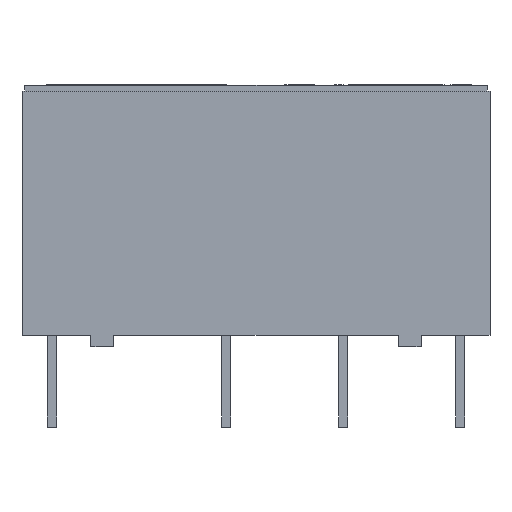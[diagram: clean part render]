
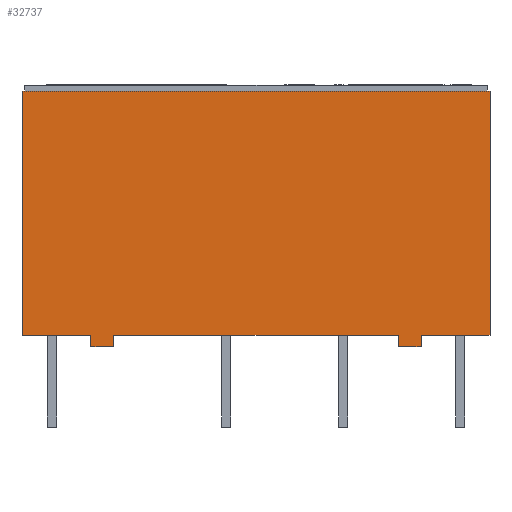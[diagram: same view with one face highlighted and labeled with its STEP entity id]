
A CAD part, front view. The second image highlights one B-rep face of the part: STEP entity #32737.
In plain terms, the highlighted planar face has unit normal (0, -1, 0).
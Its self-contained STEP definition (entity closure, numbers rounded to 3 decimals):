
#2110 = ORIENTED_EDGE ( 'NONE', *, *, #15622, .F. ) ;
#2591 = PLANE ( 'NONE',  #20460 ) ;
#2998 = DIRECTION ( 'NONE',  ( 0., 0., 1. ) ) ;
#3279 = ORIENTED_EDGE ( 'NONE', *, *, #10051, .F. ) ;
#3448 = VECTOR ( 'NONE', #2998, 1000. ) ;
#3468 = CARTESIAN_POINT ( 'NONE',  ( 6.2, -5., -0.5 ) ) ;
#3757 = VERTEX_POINT ( 'NONE', #4920 ) ;
#3866 = DIRECTION ( 'NONE',  ( -1., 0., 0. ) ) ;
#4409 = DIRECTION ( 'NONE',  ( 0., 0., 1. ) ) ;
#4430 = VECTOR ( 'NONE', #19773, 1000. ) ;
#4515 = CARTESIAN_POINT ( 'NONE',  ( 0., -5., 10.65 ) ) ;
#4920 = CARTESIAN_POINT ( 'NONE',  ( 6.2, -5., 0. ) ) ;
#5524 = ORIENTED_EDGE ( 'NONE', *, *, #7670, .F. ) ;
#5794 = DIRECTION ( 'NONE',  ( 0., 1., 0. ) ) ;
#5829 = VECTOR ( 'NONE', #8159, 1000. ) ;
#6026 = CARTESIAN_POINT ( 'NONE',  ( -10.2, -5., 0. ) ) ;
#6367 = LINE ( 'NONE', #26981, #24573 ) ;
#6808 = CARTESIAN_POINT ( 'NONE',  ( 10.2, -5., 0. ) ) ;
#7098 = DIRECTION ( 'NONE',  ( -1., 0., 0. ) ) ;
#7300 = EDGE_CURVE ( 'NONE', #19196, #30980, #24691, .T. ) ;
#7670 = EDGE_CURVE ( 'NONE', #30147, #3757, #13463, .T. ) ;
#7796 = VECTOR ( 'NONE', #15295, 1000. ) ;
#8159 = DIRECTION ( 'NONE',  ( 0., 0., -1. ) ) ;
#8402 = VERTEX_POINT ( 'NONE', #6808 ) ;
#8835 = CARTESIAN_POINT ( 'NONE',  ( 0., -5., 10.9 ) ) ;
#9423 = EDGE_CURVE ( 'NONE', #18066, #27427, #11069, .T. ) ;
#9442 = DIRECTION ( 'NONE',  ( -1., 0., 0. ) ) ;
#9628 = CARTESIAN_POINT ( 'NONE',  ( -7.2, -5., 10.9 ) ) ;
#9665 = LINE ( 'NONE', #12528, #4430 ) ;
#10051 = EDGE_CURVE ( 'NONE', #30980, #30147, #24637, .T. ) ;
#10849 = VECTOR ( 'NONE', #9442, 1000. ) ;
#11069 = LINE ( 'NONE', #16282, #15482 ) ;
#11835 = CARTESIAN_POINT ( 'NONE',  ( 0., -5., -0.5 ) ) ;
#11844 = EDGE_CURVE ( 'NONE', #27427, #18380, #30008, .T. ) ;
#12024 = CARTESIAN_POINT ( 'NONE',  ( 10.2, -5., 10.65 ) ) ;
#12347 = CARTESIAN_POINT ( 'NONE',  ( 0., -5., 0. ) ) ;
#12468 = CARTESIAN_POINT ( 'NONE',  ( 0., -5., 0. ) ) ;
#12528 = CARTESIAN_POINT ( 'NONE',  ( 10.2, -5., 10.9 ) ) ;
#13179 = ORIENTED_EDGE ( 'NONE', *, *, #7300, .F. ) ;
#13405 = CARTESIAN_POINT ( 'NONE',  ( -7.2, -5., -0.5 ) ) ;
#13463 = LINE ( 'NONE', #29738, #3448 ) ;
#14151 = ORIENTED_EDGE ( 'NONE', *, *, #22906, .F. ) ;
#14272 = ORIENTED_EDGE ( 'NONE', *, *, #11844, .F. ) ;
#14515 = CARTESIAN_POINT ( 'NONE',  ( -7.2, -5., 0. ) ) ;
#15295 = DIRECTION ( 'NONE',  ( 1., 0., 0. ) ) ;
#15482 = VECTOR ( 'NONE', #31170, 1000. ) ;
#15600 = DIRECTION ( 'NONE',  ( 0., 0., 1. ) ) ;
#15622 = EDGE_CURVE ( 'NONE', #18380, #28034, #30218, .T. ) ;
#16282 = CARTESIAN_POINT ( 'NONE',  ( 0., -5., -0.5 ) ) ;
#16624 = VECTOR ( 'NONE', #27204, 1000. ) ;
#17074 = EDGE_CURVE ( 'NONE', #8402, #19196, #19535, .T. ) ;
#17798 = CARTESIAN_POINT ( 'NONE',  ( -6.2, -5., 10.9 ) ) ;
#18066 = VERTEX_POINT ( 'NONE', #21543 ) ;
#18151 = LINE ( 'NONE', #28415, #21469 ) ;
#18267 = VECTOR ( 'NONE', #7098, 1000. ) ;
#18380 = VERTEX_POINT ( 'NONE', #14515 ) ;
#18456 = LINE ( 'NONE', #17798, #5829 ) ;
#18460 = FACE_OUTER_BOUND ( 'NONE', #29716, .T. ) ;
#18626 = DIRECTION ( 'NONE',  ( 0., 0., 1. ) ) ;
#18818 = EDGE_CURVE ( 'NONE', #18823, #8402, #9665, .T. ) ;
#18823 = VERTEX_POINT ( 'NONE', #12024 ) ;
#18912 = ORIENTED_EDGE ( 'NONE', *, *, #21710, .F. ) ;
#19136 = ORIENTED_EDGE ( 'NONE', *, *, #9423, .F. ) ;
#19196 = VERTEX_POINT ( 'NONE', #29026 ) ;
#19535 = LINE ( 'NONE', #12468, #10849 ) ;
#19773 = DIRECTION ( 'NONE',  ( 0., 0., -1. ) ) ;
#20177 = LINE ( 'NONE', #4515, #7796 ) ;
#20237 = ORIENTED_EDGE ( 'NONE', *, *, #27176, .F. ) ;
#20460 = AXIS2_PLACEMENT_3D ( 'NONE', #8835, #5794, #18626 ) ;
#20669 = VECTOR ( 'NONE', #27409, 1000. ) ;
#21469 = VECTOR ( 'NONE', #15600, 1000. ) ;
#21543 = CARTESIAN_POINT ( 'NONE',  ( -6.2, -5., -0.5 ) ) ;
#21710 = EDGE_CURVE ( 'NONE', #3757, #29731, #6367, .T. ) ;
#22906 = EDGE_CURVE ( 'NONE', #28034, #29115, #18151, .T. ) ;
#23271 = CARTESIAN_POINT ( 'NONE',  ( -6.2, -5., 0. ) ) ;
#24573 = VECTOR ( 'NONE', #3866, 1000. ) ;
#24637 = LINE ( 'NONE', #11835, #16624 ) ;
#24691 = LINE ( 'NONE', #32482, #20669 ) ;
#24741 = VECTOR ( 'NONE', #4409, 1000. ) ;
#26699 = ORIENTED_EDGE ( 'NONE', *, *, #18818, .F. ) ;
#26981 = CARTESIAN_POINT ( 'NONE',  ( 0., -5., 0. ) ) ;
#27176 = EDGE_CURVE ( 'NONE', #29115, #18823, #20177, .T. ) ;
#27204 = DIRECTION ( 'NONE',  ( -1., 0., 0. ) ) ;
#27409 = DIRECTION ( 'NONE',  ( 0., 0., -1. ) ) ;
#27427 = VERTEX_POINT ( 'NONE', #13405 ) ;
#28034 = VERTEX_POINT ( 'NONE', #6026 ) ;
#28139 = CARTESIAN_POINT ( 'NONE',  ( -10.2, -5., 10.65 ) ) ;
#28166 = CARTESIAN_POINT ( 'NONE',  ( 7.2, -5., -0.5 ) ) ;
#28415 = CARTESIAN_POINT ( 'NONE',  ( -10.2, -5., 10.9 ) ) ;
#29026 = CARTESIAN_POINT ( 'NONE',  ( 7.2, -5., 0. ) ) ;
#29115 = VERTEX_POINT ( 'NONE', #28139 ) ;
#29272 = ORIENTED_EDGE ( 'NONE', *, *, #17074, .F. ) ;
#29716 = EDGE_LOOP ( 'NONE', ( #20237, #14151, #2110, #14272, #19136, #29764, #18912, #5524, #3279, #13179, #29272, #26699 ) ) ;
#29731 = VERTEX_POINT ( 'NONE', #23271 ) ;
#29738 = CARTESIAN_POINT ( 'NONE',  ( 6.2, -5., 10.9 ) ) ;
#29764 = ORIENTED_EDGE ( 'NONE', *, *, #31898, .F. ) ;
#30008 = LINE ( 'NONE', #9628, #24741 ) ;
#30147 = VERTEX_POINT ( 'NONE', #3468 ) ;
#30218 = LINE ( 'NONE', #12347, #18267 ) ;
#30980 = VERTEX_POINT ( 'NONE', #28166 ) ;
#31170 = DIRECTION ( 'NONE',  ( -1., 0., 0. ) ) ;
#31898 = EDGE_CURVE ( 'NONE', #29731, #18066, #18456, .T. ) ;
#32482 = CARTESIAN_POINT ( 'NONE',  ( 7.2, -5., 10.9 ) ) ;
#32737 = ADVANCED_FACE ( 'NONE', ( #18460 ), #2591, .F. ) ;
